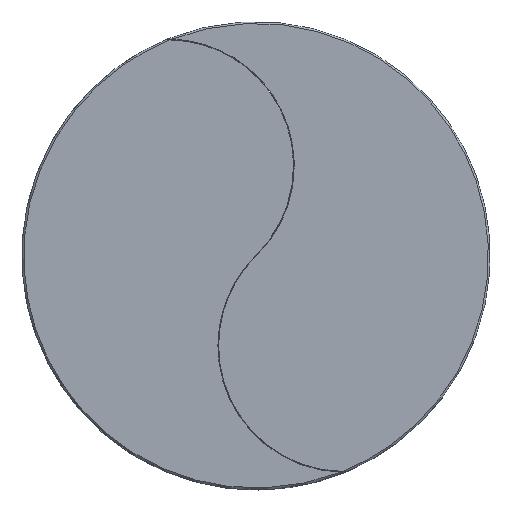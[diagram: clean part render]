
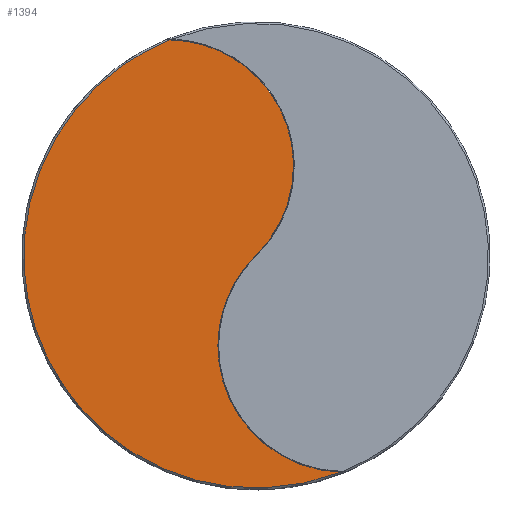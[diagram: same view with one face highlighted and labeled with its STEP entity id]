
A CAD part, top view. The second image highlights one B-rep face of the part: STEP entity #1394.
In plain terms, the highlighted free-form (B-spline) face has degree [1, 1] with [2, 2] control points.
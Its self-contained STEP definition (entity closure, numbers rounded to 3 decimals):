
#903 = VERTEX_POINT('',#904);
#904 = CARTESIAN_POINT('',(-0.094,0.095,
    27.165));
#927 = VERTEX_POINT('',#928);
#928 = CARTESIAN_POINT('',(31.327,-80.323,
    27.165));
#935 = EDGE_CURVE('',#927,#903,#936,.T.);
#936 = ( BOUNDED_CURVE() B_SPLINE_CURVE(2,(#937,#938,#939),
.UNSPECIFIED.,.F.,.F.) B_SPLINE_CURVE_WITH_KNOTS((3,3),(4.743,
7.079),.PIECEWISE_BEZIER_KNOTS.) CURVE() 
GEOMETRIC_REPRESENTATION_ITEM() RATIONAL_B_SPLINE_CURVE((1.,0.392
,1.)) REPRESENTATION_ITEM('') );
#937 = CARTESIAN_POINT('',(31.327,-80.323,
    27.165));
#938 = CARTESIAN_POINT('',(-78.771,-76.992,
    27.165));
#939 = CARTESIAN_POINT('',(-0.094,0.095,
    27.165));
#1394 = ADVANCED_FACE('',(#1395),#1414,.F.);
#1395 = FACE_BOUND('',#1396,.T.);
#1396 = EDGE_LOOP('',(#1397,#1405,#1413));
#1397 = ORIENTED_EDGE('',*,*,#1398,.T.);
#1398 = EDGE_CURVE('',#903,#1399,#1401,.T.);
#1399 = VERTEX_POINT('',#1400);
#1400 = CARTESIAN_POINT('',(-31.967,80.07,
    27.165));
#1401 = ( BOUNDED_CURVE() B_SPLINE_CURVE(2,(#1402,#1403,#1404),
.UNSPECIFIED.,.F.,.F.) B_SPLINE_CURVE_WITH_KNOTS((3,3),(5.488,
7.837),.PIECEWISE_BEZIER_KNOTS.) CURVE() 
GEOMETRIC_REPRESENTATION_ITEM() RATIONAL_B_SPLINE_CURVE((1.,
0.386,1.)) REPRESENTATION_ITEM('') );
#1402 = CARTESIAN_POINT('',(-0.094,0.095,
    27.165));
#1403 = CARTESIAN_POINT('',(79.628,78.207,
    27.165));
#1404 = CARTESIAN_POINT('',(-31.967,80.07,
    27.165));
#1405 = ORIENTED_EDGE('',*,*,#1406,.F.);
#1406 = EDGE_CURVE('',#927,#1399,#1407,.T.);
#1407 = ( BOUNDED_CURVE() B_SPLINE_CURVE(2,(#1408,#1409,#1410,#1411,
#1412),.UNSPECIFIED.,.F.,.F.) B_SPLINE_CURVE_WITH_KNOTS((3,2,3),(
    4.341,5.907,7.474),
.PIECEWISE_BEZIER_KNOTS.) CURVE() GEOMETRIC_REPRESENTATION_ITEM() 
RATIONAL_B_SPLINE_CURVE((1.,0.709,1.,0.709,1.)) 
REPRESENTATION_ITEM('') );
#1408 = CARTESIAN_POINT('',(31.327,-80.323,
    27.165));
#1409 = CARTESIAN_POINT('',(-48.676,-111.525,
    27.165));
#1410 = CARTESIAN_POINT('',(-80.197,-31.647,
    27.165));
#1411 = CARTESIAN_POINT('',(-111.718,48.231,
    27.165));
#1412 = CARTESIAN_POINT('',(-31.967,80.07,
    27.165));
#1413 = ORIENTED_EDGE('',*,*,#935,.T.);
#1414 = B_SPLINE_SURFACE_WITH_KNOTS('',1,1,(
    (#1415,#1416)
    ,(#1417,#1418
    )),.UNSPECIFIED.,.F.,.F.,.F.,(2,2),(2,2),(-23.434,
    64.492),(-64.492,59.895),.PIECEWISE_BEZIER_KNOTS.);
#1415 = CARTESIAN_POINT('',(31.327,-86.215,
    27.165));
#1416 = CARTESIAN_POINT('',(31.327,80.07,
    27.165));
#1417 = CARTESIAN_POINT('',(-86.215,-86.215,
    27.165));
#1418 = CARTESIAN_POINT('',(-86.215,80.07,
    27.165));
